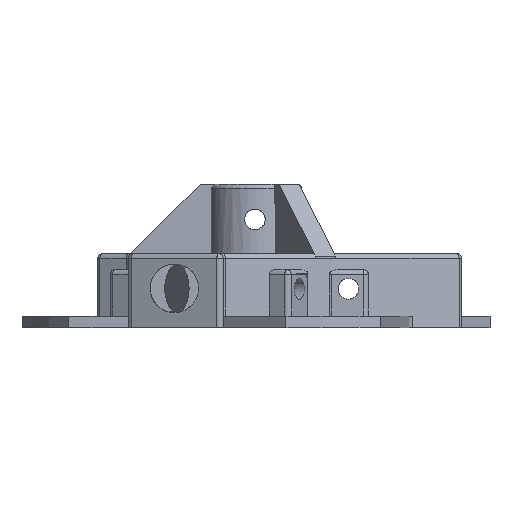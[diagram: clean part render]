
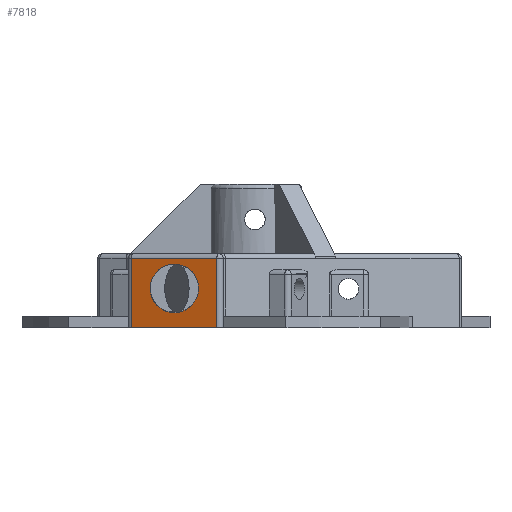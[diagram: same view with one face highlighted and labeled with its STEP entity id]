
A CAD part, left-side view. The second image highlights one B-rep face of the part: STEP entity #7818.
In plain terms, the highlighted planar face has unit normal (-0.918, 0.396, 0).
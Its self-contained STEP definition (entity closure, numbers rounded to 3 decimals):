
#1463 = PLANE('',#1464);
#1464 = AXIS2_PLACEMENT_3D('',#1465,#1466,#1467);
#1465 = CARTESIAN_POINT('',(0.,0.,0.));
#1466 = DIRECTION('',(0.,0.,1.));
#1467 = DIRECTION('',(1.,0.,0.));
#4423 = VERTEX_POINT('',#4424);
#4424 = CARTESIAN_POINT('',(-71.76,53.791,0.));
#4445 = CYLINDRICAL_SURFACE('',#4446,2.);
#4446 = AXIS2_PLACEMENT_3D('',#4447,#4448,#4449);
#4447 = CARTESIAN_POINT('',(-69.923,53.,0.));
#4448 = DIRECTION('',(0.,0.,1.));
#4449 = DIRECTION('',(-0.918,0.396,0.));
#4457 = EDGE_CURVE('',#4423,#4458,#4460,.T.);
#4458 = VERTEX_POINT('',#4459);
#4459 = CARTESIAN_POINT('',(-87.702,16.791,0.));
#4460 = SURFACE_CURVE('',#4461,(#4465,#4472),.PCURVE_S1.);
#4461 = LINE('',#4462,#4463);
#4462 = CARTESIAN_POINT('',(-71.239,55.,0.));
#4463 = VECTOR('',#4464,1.);
#4464 = DIRECTION('',(-0.396,-0.918,0.));
#4465 = PCURVE('',#1463,#4466);
#4466 = DEFINITIONAL_REPRESENTATION('',(#4467),#4471);
#4467 = LINE('',#4468,#4469);
#4468 = CARTESIAN_POINT('',(-71.239,55.));
#4469 = VECTOR('',#4470,1.);
#4470 = DIRECTION('',(-0.396,-0.918));
#4471 = ( GEOMETRIC_REPRESENTATION_CONTEXT(2) 
PARAMETRIC_REPRESENTATION_CONTEXT() REPRESENTATION_CONTEXT('2D SPACE',''
  ) );
#4472 = PCURVE('',#4473,#4478);
#4473 = PLANE('',#4474);
#4474 = AXIS2_PLACEMENT_3D('',#4475,#4476,#4477);
#4475 = CARTESIAN_POINT('',(-71.239,55.,0.));
#4476 = DIRECTION('',(0.918,-0.396,0.));
#4477 = DIRECTION('',(-0.396,-0.918,0.));
#4478 = DEFINITIONAL_REPRESENTATION('',(#4479),#4483);
#4479 = LINE('',#4480,#4481);
#4480 = CARTESIAN_POINT('',(0.,0.));
#4481 = VECTOR('',#4482,1.);
#4482 = DIRECTION('',(1.,-0.));
#4483 = ( GEOMETRIC_REPRESENTATION_CONTEXT(2) 
PARAMETRIC_REPRESENTATION_CONTEXT() REPRESENTATION_CONTEXT('2D SPACE',''
  ) );
#4502 = CYLINDRICAL_SURFACE('',#4503,2.);
#4503 = AXIS2_PLACEMENT_3D('',#4504,#4505,#4506);
#4504 = CARTESIAN_POINT('',(-85.865,16.,0.));
#4505 = DIRECTION('',(0.,0.,1.));
#4506 = DIRECTION('',(-0.918,0.396,0.));
#7205 = VERTEX_POINT('',#7206);
#7206 = CARTESIAN_POINT('',(-71.76,53.791,30.));
#7233 = EDGE_CURVE('',#4423,#7205,#7234,.T.);
#7234 = SURFACE_CURVE('',#7235,(#7239,#7246),.PCURVE_S1.);
#7235 = LINE('',#7236,#7237);
#7236 = CARTESIAN_POINT('',(-71.76,53.791,0.));
#7237 = VECTOR('',#7238,1.);
#7238 = DIRECTION('',(0.,0.,1.));
#7239 = PCURVE('',#4445,#7240);
#7240 = DEFINITIONAL_REPRESENTATION('',(#7241),#7245);
#7241 = LINE('',#7242,#7243);
#7242 = CARTESIAN_POINT('',(-0.,0.));
#7243 = VECTOR('',#7244,1.);
#7244 = DIRECTION('',(-0.,1.));
#7245 = ( GEOMETRIC_REPRESENTATION_CONTEXT(2) 
PARAMETRIC_REPRESENTATION_CONTEXT() REPRESENTATION_CONTEXT('2D SPACE',''
  ) );
#7246 = PCURVE('',#4473,#7247);
#7247 = DEFINITIONAL_REPRESENTATION('',(#7248),#7252);
#7248 = LINE('',#7249,#7250);
#7249 = CARTESIAN_POINT('',(1.316,0.));
#7250 = VECTOR('',#7251,1.);
#7251 = DIRECTION('',(0.,-1.));
#7252 = ( GEOMETRIC_REPRESENTATION_CONTEXT(2) 
PARAMETRIC_REPRESENTATION_CONTEXT() REPRESENTATION_CONTEXT('2D SPACE',''
  ) );
#7770 = VERTEX_POINT('',#7771);
#7771 = CARTESIAN_POINT('',(-87.702,16.791,30.));
#7798 = EDGE_CURVE('',#4458,#7770,#7799,.T.);
#7799 = SURFACE_CURVE('',#7800,(#7804,#7811),.PCURVE_S1.);
#7800 = LINE('',#7801,#7802);
#7801 = CARTESIAN_POINT('',(-87.702,16.791,0.));
#7802 = VECTOR('',#7803,1.);
#7803 = DIRECTION('',(0.,0.,1.));
#7804 = PCURVE('',#4502,#7805);
#7805 = DEFINITIONAL_REPRESENTATION('',(#7806),#7810);
#7806 = LINE('',#7807,#7808);
#7807 = CARTESIAN_POINT('',(0.,0.));
#7808 = VECTOR('',#7809,1.);
#7809 = DIRECTION('',(0.,1.));
#7810 = ( GEOMETRIC_REPRESENTATION_CONTEXT(2) 
PARAMETRIC_REPRESENTATION_CONTEXT() REPRESENTATION_CONTEXT('2D SPACE',''
  ) );
#7811 = PCURVE('',#4473,#7812);
#7812 = DEFINITIONAL_REPRESENTATION('',(#7813),#7817);
#7813 = LINE('',#7814,#7815);
#7814 = CARTESIAN_POINT('',(41.604,0.));
#7815 = VECTOR('',#7816,1.);
#7816 = DIRECTION('',(0.,-1.));
#7817 = ( GEOMETRIC_REPRESENTATION_CONTEXT(2) 
PARAMETRIC_REPRESENTATION_CONTEXT() REPRESENTATION_CONTEXT('2D SPACE',''
  ) );
#7818 = ADVANCED_FACE('',(#7819,#7850),#4473,.F.);
#7819 = FACE_BOUND('',#7820,.F.);
#7820 = EDGE_LOOP('',(#7821,#7822,#7823,#7849));
#7821 = ORIENTED_EDGE('',*,*,#4457,.F.);
#7822 = ORIENTED_EDGE('',*,*,#7233,.T.);
#7823 = ORIENTED_EDGE('',*,*,#7824,.T.);
#7824 = EDGE_CURVE('',#7205,#7770,#7825,.T.);
#7825 = SURFACE_CURVE('',#7826,(#7830,#7837),.PCURVE_S1.);
#7826 = LINE('',#7827,#7828);
#7827 = CARTESIAN_POINT('',(-71.239,55.,30.));
#7828 = VECTOR('',#7829,1.);
#7829 = DIRECTION('',(-0.396,-0.918,0.));
#7830 = PCURVE('',#4473,#7831);
#7831 = DEFINITIONAL_REPRESENTATION('',(#7832),#7836);
#7832 = LINE('',#7833,#7834);
#7833 = CARTESIAN_POINT('',(0.,-30.));
#7834 = VECTOR('',#7835,1.);
#7835 = DIRECTION('',(1.,-0.));
#7836 = ( GEOMETRIC_REPRESENTATION_CONTEXT(2) 
PARAMETRIC_REPRESENTATION_CONTEXT() REPRESENTATION_CONTEXT('2D SPACE',''
  ) );
#7837 = PCURVE('',#7838,#7843);
#7838 = CYLINDRICAL_SURFACE('',#7839,2.);
#7839 = AXIS2_PLACEMENT_3D('',#7840,#7841,#7842);
#7840 = CARTESIAN_POINT('',(-69.402,54.209,30.));
#7841 = DIRECTION('',(-0.396,-0.918,0.));
#7842 = DIRECTION('',(-0.918,0.396,0.));
#7843 = DEFINITIONAL_REPRESENTATION('',(#7844),#7848);
#7844 = LINE('',#7845,#7846);
#7845 = CARTESIAN_POINT('',(-0.,0.));
#7846 = VECTOR('',#7847,1.);
#7847 = DIRECTION('',(-0.,1.));
#7848 = ( GEOMETRIC_REPRESENTATION_CONTEXT(2) 
PARAMETRIC_REPRESENTATION_CONTEXT() REPRESENTATION_CONTEXT('2D SPACE',''
  ) );
#7849 = ORIENTED_EDGE('',*,*,#7798,.F.);
#7850 = FACE_BOUND('',#7851,.F.);
#7851 = EDGE_LOOP('',(#7852));
#7852 = ORIENTED_EDGE('',*,*,#7853,.F.);
#7853 = EDGE_CURVE('',#7854,#7854,#7856,.T.);
#7854 = VERTEX_POINT('',#7855);
#7855 = CARTESIAN_POINT('',(-75.276,45.63,17.));
#7856 = SURFACE_CURVE('',#7857,(#7862,#7869),.PCURVE_S1.);
#7857 = ELLIPSE('',#7858,11.433,10.5);
#7858 = AXIS2_PLACEMENT_3D('',#7859,#7860,#7861);
#7859 = CARTESIAN_POINT('',(-79.8,35.13,17.));
#7860 = DIRECTION('',(0.918,-0.396,0.));
#7861 = DIRECTION('',(-0.396,-0.918,0.));
#7862 = PCURVE('',#4473,#7863);
#7863 = DEFINITIONAL_REPRESENTATION('',(#7864),#7868);
#7864 = ELLIPSE('',#7865,11.433,10.5);
#7865 = AXIS2_PLACEMENT_2D('',#7866,#7867);
#7866 = CARTESIAN_POINT('',(21.636,-17.));
#7867 = DIRECTION('',(1.,0.));
#7868 = ( GEOMETRIC_REPRESENTATION_CONTEXT(2) 
PARAMETRIC_REPRESENTATION_CONTEXT() REPRESENTATION_CONTEXT('2D SPACE',''
  ) );
#7869 = PCURVE('',#7870,#7875);
#7870 = CYLINDRICAL_SURFACE('',#7871,10.5);
#7871 = AXIS2_PLACEMENT_3D('',#7872,#7873,#7874);
#7872 = CARTESIAN_POINT('',(-142.4,35.13,17.));
#7873 = DIRECTION('',(-1.,0.,0.));
#7874 = DIRECTION('',(0.,1.,0.));
#7875 = DEFINITIONAL_REPRESENTATION('',(#7876),#7907);
#7876 = B_SPLINE_CURVE_WITH_KNOTS('',8,(#7877,#7878,#7879,#7880,#7881,
    #7882,#7883,#7884,#7885,#7886,#7887,#7888,#7889,#7890,#7891,#7892,
    #7893,#7894,#7895,#7896,#7897,#7898,#7899,#7900,#7901,#7902,#7903,
    #7904,#7905,#7906),.UNSPECIFIED.,.F.,.F.,(9,7,7,7,9),(3.142,
    4.712,5.89,7.658,9.425),
  .UNSPECIFIED.);
#7877 = CARTESIAN_POINT('',(0.,-67.124));
#7878 = CARTESIAN_POINT('',(-0.196,-67.124));
#7879 = CARTESIAN_POINT('',(-0.393,-66.924));
#7880 = CARTESIAN_POINT('',(-0.589,-66.526));
#7881 = CARTESIAN_POINT('',(-0.785,-65.944));
#7882 = CARTESIAN_POINT('',(-0.982,-65.212));
#7883 = CARTESIAN_POINT('',(-1.178,-64.376));
#7884 = CARTESIAN_POINT('',(-1.374,-63.488));
#7885 = CARTESIAN_POINT('',(-1.718,-61.933));
#7886 = CARTESIAN_POINT('',(-1.865,-61.267));
#7887 = CARTESIAN_POINT('',(-2.013,-60.623));
#7888 = CARTESIAN_POINT('',(-2.16,-60.023));
#7889 = CARTESIAN_POINT('',(-2.307,-59.487));
#7890 = CARTESIAN_POINT('',(-2.454,-59.034));
#7891 = CARTESIAN_POINT('',(-2.602,-58.675));
#7892 = CARTESIAN_POINT('',(-2.97,-58.038));
#7893 = CARTESIAN_POINT('',(-3.191,-57.888));
#7894 = CARTESIAN_POINT('',(-3.412,-58.));
#7895 = CARTESIAN_POINT('',(-3.632,-58.378));
#7896 = CARTESIAN_POINT('',(-3.853,-58.997));
#7897 = CARTESIAN_POINT('',(-4.074,-59.806));
#7898 = CARTESIAN_POINT('',(-4.295,-60.737));
#7899 = CARTESIAN_POINT('',(-4.737,-62.697));
#7900 = CARTESIAN_POINT('',(-4.958,-63.727));
#7901 = CARTESIAN_POINT('',(-5.179,-64.732));
#7902 = CARTESIAN_POINT('',(-5.4,-65.636));
#7903 = CARTESIAN_POINT('',(-5.621,-66.367));
#7904 = CARTESIAN_POINT('',(-5.841,-66.871));
#7905 = CARTESIAN_POINT('',(-6.062,-67.124));
#7906 = CARTESIAN_POINT('',(-6.283,-67.124));
#7907 = ( GEOMETRIC_REPRESENTATION_CONTEXT(2) 
PARAMETRIC_REPRESENTATION_CONTEXT() REPRESENTATION_CONTEXT('2D SPACE',''
  ) );
